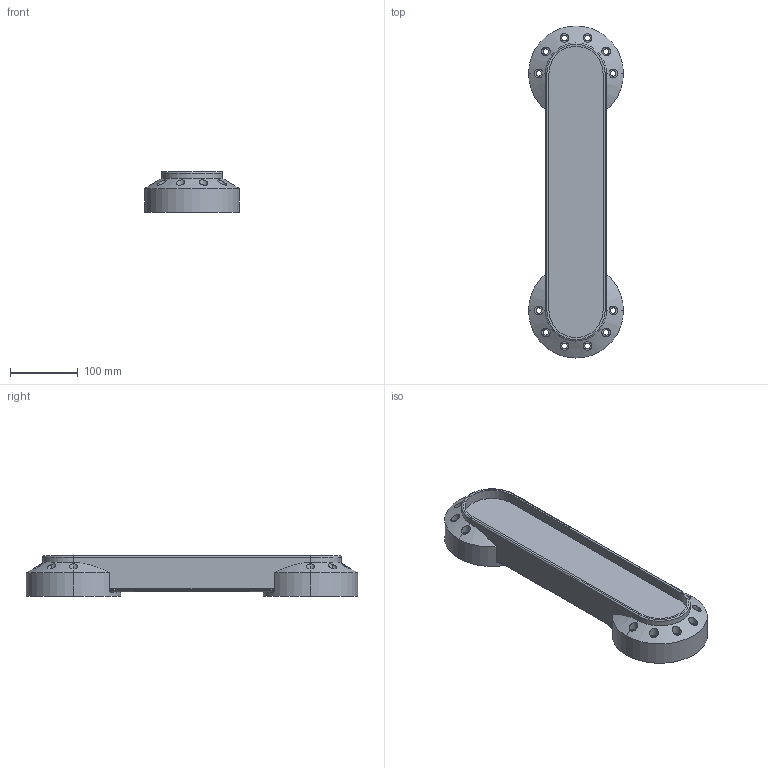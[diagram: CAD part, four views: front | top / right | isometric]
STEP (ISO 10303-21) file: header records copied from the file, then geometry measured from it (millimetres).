
FILE_DESCRIPTION (( 'STEP AP203' ), '1' );
FILE_NAME ('A03_Default_sldprt.STEP', '2024-10-03T12:10:09', ( '' ), ( '' ), 'SwSTEP 2.0', 'SolidWorks 2023', '' );
FILE_SCHEMA (( 'CONFIG_CONTROL_DESIGN' ));
Length unit declared in the file: millimetre
Products named in the file (1): A03_Default_sldprt
Bounding box: 140 x 490 x 60 mm (x, y, z)
Volume: 2044195.4 mm3; surface area: 191500.5 mm2
Topology: 1 solids, 1 shells, 153 faces, 374 edges, 230 vertices
Faces by surface type: cylinder 87, plane 35, torus 17, bspline 8, cone 6
Entity records: 6105 total; most frequent: CARTESIAN_POINT 2403, DIRECTION 781, ORIENTED_EDGE 740, EDGE_CURVE 370, AXIS2_PLACEMENT_3D 321, VERTEX_POINT 230, EDGE_LOOP 188, CIRCLE 175
